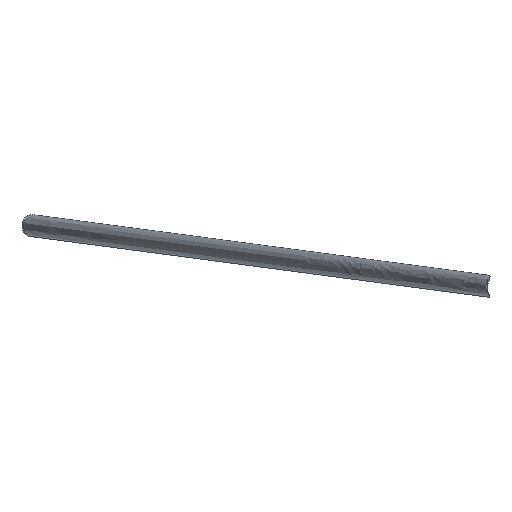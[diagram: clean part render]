
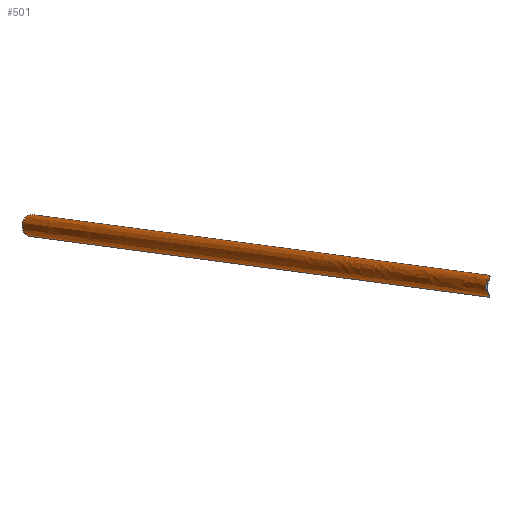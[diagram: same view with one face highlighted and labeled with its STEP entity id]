
A CAD part, left-side view. The second image highlights one B-rep face of the part: STEP entity #501.
In plain terms, the highlighted free-form (B-spline) face has degree [5, 4] with [6, 5] control points.
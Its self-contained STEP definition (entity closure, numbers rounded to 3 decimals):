
#57=CARTESIAN_POINT('Axis2P3D Location',(-656.,150.,-57.)) ;
#61=CARTESIAN_POINT('Vertex',(-655.336,147.573,-47.322)) ;
#63=CARTESIAN_POINT('Vertex',(-656.664,152.427,-66.678)) ;
#177=CARTESIAN_POINT('Vertex',(-1378.452,-266.574,-122.22)) ;
#179=CARTESIAN_POINT('Vertex',(-1363.926,-263.767,-101.848)) ;
#183=CARTESIAN_POINT('Control Point',(-656.664,152.427,-66.678)) ;
#184=CARTESIAN_POINT('Control Point',(-801.022,68.627,-77.787)) ;
#185=CARTESIAN_POINT('Control Point',(-945.379,-15.174,-88.895)) ;
#186=CARTESIAN_POINT('Control Point',(-1089.737,-98.974,-100.004)) ;
#187=CARTESIAN_POINT('Control Point',(-1234.095,-182.774,-111.112)) ;
#188=CARTESIAN_POINT('Control Point',(-1378.452,-266.574,-122.22)) ;
#191=CARTESIAN_POINT('Control Point',(-655.336,147.573,-47.322)) ;
#192=CARTESIAN_POINT('Control Point',(-797.054,65.305,-58.227)) ;
#193=CARTESIAN_POINT('Control Point',(-938.772,-16.963,-69.133)) ;
#194=CARTESIAN_POINT('Control Point',(-1080.49,-99.231,-80.038)) ;
#195=CARTESIAN_POINT('Control Point',(-1222.208,-181.499,-90.943)) ;
#196=CARTESIAN_POINT('Control Point',(-1363.926,-263.767,-101.848)) ;
#398=CARTESIAN_POINT('Vertex',(-1388.771,-265.424,-107.953)) ;
#400=CARTESIAN_POINT('Vertex',(-1387.939,-265.424,-118.758)) ;
#404=CARTESIAN_POINT('Control Point',(-1378.452,-266.574,-122.22)) ;
#405=CARTESIAN_POINT('Control Point',(-1379.509,-266.623,-122.16)) ;
#406=CARTESIAN_POINT('Control Point',(-1380.566,-266.636,-122.058)) ;
#407=CARTESIAN_POINT('Control Point',(-1381.62,-266.607,-121.902)) ;
#408=CARTESIAN_POINT('Control Point',(-1383.662,-266.45,-121.456)) ;
#409=CARTESIAN_POINT('Control Point',(-1385.568,-266.105,-120.644)) ;
#410=CARTESIAN_POINT('Control Point',(-1386.454,-265.891,-120.136)) ;
#411=CARTESIAN_POINT('Control Point',(-1387.252,-265.653,-119.503)) ;
#412=CARTESIAN_POINT('Control Point',(-1387.939,-265.424,-118.758)) ;
#415=CARTESIAN_POINT('Control Point',(-1388.771,-265.424,-107.953)) ;
#416=CARTESIAN_POINT('Control Point',(-1388.259,-265.632,-107.191)) ;
#417=CARTESIAN_POINT('Control Point',(-1387.642,-265.847,-106.504)) ;
#418=CARTESIAN_POINT('Control Point',(-1386.937,-266.045,-105.907)) ;
#419=CARTESIAN_POINT('Control Point',(-1385.378,-266.379,-104.863)) ;
#420=CARTESIAN_POINT('Control Point',(-1383.645,-266.562,-104.117)) ;
#421=CARTESIAN_POINT('Control Point',(-1382.737,-266.612,-103.799)) ;
#422=CARTESIAN_POINT('Control Point',(-1381.018,-266.637,-103.297)) ;
#423=CARTESIAN_POINT('Control Point',(-1379.27,-266.551,-102.931)) ;
#424=CARTESIAN_POINT('Control Point',(-1378.453,-266.489,-102.784)) ;
#425=CARTESIAN_POINT('Control Point',(-1375.038,-266.158,-102.25)) ;
#426=CARTESIAN_POINT('Control Point',(-1371.62,-265.555,-101.998)) ;
#427=CARTESIAN_POINT('Control Point',(-1369.045,-265.014,-101.882)) ;
#428=CARTESIAN_POINT('Control Point',(-1366.479,-264.412,-101.835)) ;
#429=CARTESIAN_POINT('Control Point',(-1363.926,-263.767,-101.848)) ;
#443=CARTESIAN_POINT('Control Point',(-655.336,147.573,-47.322)) ;
#444=CARTESIAN_POINT('Control Point',(-660.345,155.881,-44.895)) ;
#445=CARTESIAN_POINT('Control Point',(-663.514,162.461,-53.36)) ;
#446=CARTESIAN_POINT('Control Point',(-661.673,160.734,-64.252)) ;
#447=CARTESIAN_POINT('Control Point',(-656.664,152.427,-66.678)) ;
#448=CARTESIAN_POINT('Control Point',(-803.483,61.573,-58.722)) ;
#449=CARTESIAN_POINT('Control Point',(-808.492,69.881,-56.295)) ;
#450=CARTESIAN_POINT('Control Point',(-811.661,76.461,-64.76)) ;
#451=CARTESIAN_POINT('Control Point',(-809.82,74.734,-75.652)) ;
#452=CARTESIAN_POINT('Control Point',(-804.811,66.427,-78.078)) ;
#453=CARTESIAN_POINT('Control Point',(-951.63,-24.427,-70.122)) ;
#454=CARTESIAN_POINT('Control Point',(-956.639,-16.119,-67.695)) ;
#455=CARTESIAN_POINT('Control Point',(-959.808,-9.538,-76.16)) ;
#456=CARTESIAN_POINT('Control Point',(-957.967,-11.266,-87.052)) ;
#457=CARTESIAN_POINT('Control Point',(-952.958,-19.573,-89.479)) ;
#458=CARTESIAN_POINT('Control Point',(-1099.777,-110.427,-81.522)) ;
#459=CARTESIAN_POINT('Control Point',(-1104.786,-102.119,-79.095)) ;
#460=CARTESIAN_POINT('Control Point',(-1107.955,-95.539,-87.56)) ;
#461=CARTESIAN_POINT('Control Point',(-1106.114,-97.266,-98.452)) ;
#462=CARTESIAN_POINT('Control Point',(-1101.105,-105.573,-100.878)) ;
#463=CARTESIAN_POINT('Control Point',(-1247.924,-196.427,-92.922)) ;
#464=CARTESIAN_POINT('Control Point',(-1252.933,-188.119,-90.495)) ;
#465=CARTESIAN_POINT('Control Point',(-1256.102,-181.539,-98.96)) ;
#466=CARTESIAN_POINT('Control Point',(-1254.261,-183.266,-109.852)) ;
#467=CARTESIAN_POINT('Control Point',(-1249.252,-191.573,-112.278)) ;
#468=CARTESIAN_POINT('Control Point',(-1396.071,-282.427,-104.322)) ;
#469=CARTESIAN_POINT('Control Point',(-1401.08,-274.119,-101.895)) ;
#470=CARTESIAN_POINT('Control Point',(-1404.249,-267.539,-110.36)) ;
#471=CARTESIAN_POINT('Control Point',(-1402.408,-269.266,-121.252)) ;
#472=CARTESIAN_POINT('Control Point',(-1397.399,-277.573,-123.678)) ;
#474=CARTESIAN_POINT('Control Point',(-1388.771,-265.424,-107.953)) ;
#475=CARTESIAN_POINT('Control Point',(-1388.503,-265.008,-108.306)) ;
#476=CARTESIAN_POINT('Control Point',(-1388.243,-264.61,-108.688)) ;
#477=CARTESIAN_POINT('Control Point',(-1387.994,-264.235,-109.104)) ;
#478=CARTESIAN_POINT('Control Point',(-1387.576,-263.62,-109.913)) ;
#479=CARTESIAN_POINT('Control Point',(-1387.23,-263.146,-110.844)) ;
#480=CARTESIAN_POINT('Control Point',(-1387.095,-262.969,-111.281)) ;
#481=CARTESIAN_POINT('Control Point',(-1386.873,-262.705,-112.185)) ;
#482=CARTESIAN_POINT('Control Point',(-1386.755,-262.629,-113.143)) ;
#483=CARTESIAN_POINT('Control Point',(-1386.725,-262.642,-113.619)) ;
#484=CARTESIAN_POINT('Control Point',(-1386.724,-262.79,-114.752)) ;
#485=CARTESIAN_POINT('Control Point',(-1386.872,-263.187,-115.813)) ;
#486=CARTESIAN_POINT('Control Point',(-1387.001,-263.487,-116.394)) ;
#487=CARTESIAN_POINT('Control Point',(-1387.251,-264.033,-117.243)) ;
#488=CARTESIAN_POINT('Control Point',(-1387.561,-264.669,-117.996)) ;
#489=CARTESIAN_POINT('Control Point',(-1387.682,-264.913,-118.261)) ;
#490=CARTESIAN_POINT('Control Point',(-1387.808,-265.165,-118.515)) ;
#491=CARTESIAN_POINT('Control Point',(-1387.939,-265.424,-118.758)) ;
#58=DIRECTION('Axis2P3D Direction',(-0.863,-0.501,-0.066)) ;
#59=AXIS2_PLACEMENT_3D('Circle Axis2P3D',#57,#58,$) ;
#494=ORIENTED_EDGE('',*,*,#492,.F.) ;
#495=ORIENTED_EDGE('',*,*,#430,.T.) ;
#496=ORIENTED_EDGE('',*,*,#197,.F.) ;
#497=ORIENTED_EDGE('',*,*,#65,.T.) ;
#498=ORIENTED_EDGE('',*,*,#189,.T.) ;
#499=ORIENTED_EDGE('',*,*,#413,.T.) ;
#501=ADVANCED_FACE('Corps principal',(#500),#442,.F.) ;
#403=B_SPLINE_CURVE_WITH_KNOTS('',5,(#404,#405,#406,#407,#408,#409,#410,#411,#412),.UNSPECIFIED.,.F.,.U.,(6,3,6),(0.,7.594,14.93),.UNSPECIFIED.) ;
#414=B_SPLINE_CURVE_WITH_KNOTS('',5,(#415,#416,#417,#418,#419,#420,#421,#422,#423,#424,#425,#426,#427,#428,#429),.UNSPECIFIED.,.F.,.U.,(6,3,3,3,6),(31.277,37.809,44.567,50.456,69.164),.UNSPECIFIED.) ;
#473=B_SPLINE_CURVE_WITH_KNOTS('',5,(#474,#475,#476,#477,#478,#479,#480,#481,#482,#483,#484,#485,#486,#487,#488,#489,#490,#491),.UNSPECIFIED.,.F.,.U.,(6,3,3,3,3,6),(2.543,6.78,10.141,13.415,17.997,20.669),.UNSPECIFIED.) ;
#60=CIRCLE('generated circle',#59,10.) ;
#65=EDGE_CURVE('',#62,#64,#60,.T.) ;
#189=EDGE_CURVE('',#64,#178,#182,.T.) ;
#197=EDGE_CURVE('',#62,#180,#190,.T.) ;
#413=EDGE_CURVE('',#178,#401,#403,.T.) ;
#430=EDGE_CURVE('',#399,#180,#414,.T.) ;
#492=EDGE_CURVE('',#399,#401,#473,.T.) ;
#493=EDGE_LOOP('',(#494,#495,#496,#497,#498,#499)) ;
#500=FACE_OUTER_BOUND('',#493,.T.) ;
#62=VERTEX_POINT('',#61) ;
#64=VERTEX_POINT('',#63) ;
#178=VERTEX_POINT('',#177) ;
#180=VERTEX_POINT('',#179) ;
#399=VERTEX_POINT('',#398) ;
#401=VERTEX_POINT('',#400) ;
#182=(BOUNDED_CURVE()B_SPLINE_CURVE(5,(#183,#184,#185,#186,#187,#188),.UNSPECIFIED.,.F.,.U.)B_SPLINE_CURVE_WITH_KNOTS((6,6),(0.,836.436),.UNSPECIFIED.)CURVE()GEOMETRIC_REPRESENTATION_ITEM()RATIONAL_B_SPLINE_CURVE((1.,1.,1.,1.,1.,1.))REPRESENTATION_ITEM('')) ;
#190=(BOUNDED_CURVE()B_SPLINE_CURVE(5,(#191,#192,#193,#194,#195,#196),.UNSPECIFIED.,.F.,.U.)B_SPLINE_CURVE_WITH_KNOTS((6,6),(0.,821.142),.UNSPECIFIED.)CURVE()GEOMETRIC_REPRESENTATION_ITEM()RATIONAL_B_SPLINE_CURVE((1.,1.,1.,1.,1.,1.))REPRESENTATION_ITEM('')) ;
#442=(BOUNDED_SURFACE()B_SPLINE_SURFACE(5,4,((#443,#444,#445,#446,#447),(#448,#449,#450,#451,#452),(#453,#454,#455,#456,#457),(#458,#459,#460,#461,#462),(#463,#464,#465,#466,#467),(#468,#469,#470,#471,#472)),.UNSPECIFIED.,.F.,.F.,.U.)B_SPLINE_SURFACE_WITH_KNOTS((6,6),(5,5),(0.,858.392),(31.416,62.832),.UNSPECIFIED.)GEOMETRIC_REPRESENTATION_ITEM()RATIONAL_B_SPLINE_SURFACE(((1.,0.707,0.667,0.707,1.),(1.,0.707,0.667,0.707,1.),(1.,0.707,0.667,0.707,1.),(1.,0.707,0.667,0.707,1.),(1.,0.707,0.667,0.707,1.),(1.,0.707,0.667,0.707,1.)))REPRESENTATION_ITEM('Rational BSpline Surface')SURFACE()) ;
